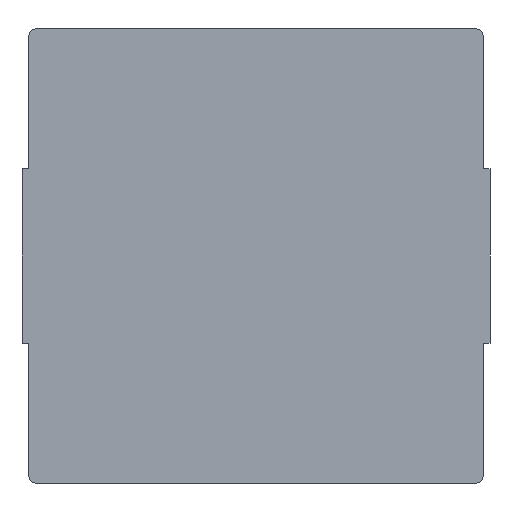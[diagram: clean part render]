
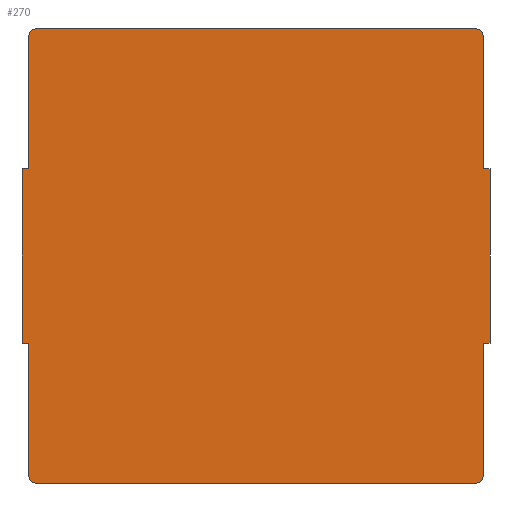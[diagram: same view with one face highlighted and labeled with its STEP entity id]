
A CAD part, front view. The second image highlights one B-rep face of the part: STEP entity #270.
In plain terms, the highlighted planar face has unit normal (0, -1, 0).
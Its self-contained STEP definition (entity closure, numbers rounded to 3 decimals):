
#12 = AXIS2_PLACEMENT_3D ( 'NONE', #86, #341, #759 ) ;
#13 = LINE ( 'NONE', #408, #801 ) ;
#16 = CARTESIAN_POINT ( 'NONE',  ( 6.3, 0., -6.5 ) ) ;
#18 = EDGE_CURVE ( 'NONE', #310, #52, #13, .T. ) ;
#29 = CARTESIAN_POINT ( 'NONE',  ( 6.3, 0., 6.5 ) ) ;
#30 = ORIENTED_EDGE ( 'NONE', *, *, #208, .F. ) ;
#34 = DIRECTION ( 'NONE',  ( 0., 0., 1. ) ) ;
#42 = ORIENTED_EDGE ( 'NONE', *, *, #18, .F. ) ;
#49 = VERTEX_POINT ( 'NONE', #16 ) ;
#52 = VERTEX_POINT ( 'NONE', #406 ) ;
#56 = DIRECTION ( 'NONE',  ( -1., 0., 0. ) ) ;
#57 = CARTESIAN_POINT ( 'NONE',  ( 6.5, 0., 2.5 ) ) ;
#65 = DIRECTION ( 'NONE',  ( 0., 0., -1. ) ) ;
#68 = DIRECTION ( 'NONE',  ( 0., -1., 0. ) ) ;
#86 = CARTESIAN_POINT ( 'NONE',  ( -6.3, 0., -6.3 ) ) ;
#89 = CARTESIAN_POINT ( 'NONE',  ( 6.5, 0., 6.3 ) ) ;
#91 = LINE ( 'NONE', #843, #647 ) ;
#105 = ORIENTED_EDGE ( 'NONE', *, *, #713, .F. ) ;
#117 = CARTESIAN_POINT ( 'NONE',  ( 0., 0., 0. ) ) ;
#123 = EDGE_CURVE ( 'NONE', #52, #413, #658, .T. ) ;
#130 = DIRECTION ( 'NONE',  ( 0., 0., 1. ) ) ;
#144 = EDGE_CURVE ( 'NONE', #342, #376, #551, .T. ) ;
#145 = VERTEX_POINT ( 'NONE', #867 ) ;
#152 = VECTOR ( 'NONE', #564, 1000. ) ;
#179 = DIRECTION ( 'NONE',  ( 0., 0., 1. ) ) ;
#182 = VERTEX_POINT ( 'NONE', #463 ) ;
#186 = CIRCLE ( 'NONE', #442, 0.2 ) ;
#193 = CARTESIAN_POINT ( 'NONE',  ( 6.5, 0., 6.5 ) ) ;
#195 = CARTESIAN_POINT ( 'NONE',  ( -6.7, 0., 2.5 ) ) ;
#199 = LINE ( 'NONE', #667, #290 ) ;
#204 = EDGE_CURVE ( 'NONE', #145, #792, #749, .T. ) ;
#208 = EDGE_CURVE ( 'NONE', #233, #792, #199, .T. ) ;
#216 = DIRECTION ( 'NONE',  ( 1., 0., 0. ) ) ;
#217 = EDGE_LOOP ( 'NONE', ( #226, #783, #445, #697, #836, #42, #279, #566, #283, #685, #105, #760, #30, #573, #436, #479 ) ) ;
#225 = EDGE_CURVE ( 'NONE', #49, #772, #527, .T. ) ;
#226 = ORIENTED_EDGE ( 'NONE', *, *, #427, .F. ) ;
#233 = VERTEX_POINT ( 'NONE', #812 ) ;
#259 = LINE ( 'NONE', #805, #452 ) ;
#260 = DIRECTION ( 'NONE',  ( 0., 0., -1. ) ) ;
#261 = DIRECTION ( 'NONE',  ( 0., 0., 1. ) ) ;
#270 = ADVANCED_FACE ( 'NONE', ( #512 ), #680, .F. ) ;
#279 = ORIENTED_EDGE ( 'NONE', *, *, #631, .F. ) ;
#283 = ORIENTED_EDGE ( 'NONE', *, *, #346, .F. ) ;
#287 = LINE ( 'NONE', #840, #612 ) ;
#288 = CIRCLE ( 'NONE', #12, 0.2 ) ;
#290 = VECTOR ( 'NONE', #261, 1000. ) ;
#292 = EDGE_CURVE ( 'NONE', #307, #424, #287, .T. ) ;
#297 = CARTESIAN_POINT ( 'NONE',  ( 6.7, 0., 2.5 ) ) ;
#307 = VERTEX_POINT ( 'NONE', #704 ) ;
#310 = VERTEX_POINT ( 'NONE', #500 ) ;
#318 = DIRECTION ( 'NONE',  ( 0., 0., 1. ) ) ;
#321 = CARTESIAN_POINT ( 'NONE',  ( -6.3, 0., 6.3 ) ) ;
#327 = CARTESIAN_POINT ( 'NONE',  ( 6.5, 0., -6.5 ) ) ;
#341 = DIRECTION ( 'NONE',  ( 0., -1., 0. ) ) ;
#342 = VERTEX_POINT ( 'NONE', #89 ) ;
#346 = EDGE_CURVE ( 'NONE', #342, #717, #766, .T. ) ;
#354 = EDGE_CURVE ( 'NONE', #182, #717, #570, .T. ) ;
#368 = AXIS2_PLACEMENT_3D ( 'NONE', #117, #440, #179 ) ;
#376 = VERTEX_POINT ( 'NONE', #29 ) ;
#389 = VECTOR ( 'NONE', #260, 1000. ) ;
#392 = LINE ( 'NONE', #872, #811 ) ;
#406 = CARTESIAN_POINT ( 'NONE',  ( 6.5, 0., -2.5 ) ) ;
#408 = CARTESIAN_POINT ( 'NONE',  ( 6.7, 0., -2.5 ) ) ;
#413 = VERTEX_POINT ( 'NONE', #433 ) ;
#424 = VERTEX_POINT ( 'NONE', #657 ) ;
#427 = EDGE_CURVE ( 'NONE', #826, #763, #259, .T. ) ;
#429 = CARTESIAN_POINT ( 'NONE',  ( 6.3, 0., -6.3 ) ) ;
#433 = CARTESIAN_POINT ( 'NONE',  ( 6.5, 0., -6.3 ) ) ;
#436 = ORIENTED_EDGE ( 'NONE', *, *, #292, .F. ) ;
#440 = DIRECTION ( 'NONE',  ( 0., 1., 0. ) ) ;
#442 = AXIS2_PLACEMENT_3D ( 'NONE', #429, #777, #853 ) ;
#445 = ORIENTED_EDGE ( 'NONE', *, *, #225, .F. ) ;
#446 = AXIS2_PLACEMENT_3D ( 'NONE', #321, #68, #741 ) ;
#452 = VECTOR ( 'NONE', #318, 1000. ) ;
#453 = CARTESIAN_POINT ( 'NONE',  ( 6.3, 0., 6.3 ) ) ;
#455 = LINE ( 'NONE', #193, #613 ) ;
#459 = DIRECTION ( 'NONE',  ( 0., -1., 0. ) ) ;
#460 = DIRECTION ( 'NONE',  ( 1., 0., 0. ) ) ;
#463 = CARTESIAN_POINT ( 'NONE',  ( 6.7, 0., 2.5 ) ) ;
#479 = ORIENTED_EDGE ( 'NONE', *, *, #747, .T. ) ;
#480 = CARTESIAN_POINT ( 'NONE',  ( -6.5, 0., 6.3 ) ) ;
#500 = CARTESIAN_POINT ( 'NONE',  ( 6.7, 0., -2.5 ) ) ;
#512 = FACE_OUTER_BOUND ( 'NONE', #217, .T. ) ;
#525 = DIRECTION ( 'NONE',  ( 1., 0., 0. ) ) ;
#527 = LINE ( 'NONE', #327, #797 ) ;
#551 = CIRCLE ( 'NONE', #627, 0.2 ) ;
#558 = CARTESIAN_POINT ( 'NONE',  ( -6.3, 0., -6.5 ) ) ;
#559 = DIRECTION ( 'NONE',  ( -1., 0., 0. ) ) ;
#564 = DIRECTION ( 'NONE',  ( 0., 0., -1. ) ) ;
#566 = ORIENTED_EDGE ( 'NONE', *, *, #354, .T. ) ;
#570 = LINE ( 'NONE', #297, #596 ) ;
#573 = ORIENTED_EDGE ( 'NONE', *, *, #662, .F. ) ;
#596 = VECTOR ( 'NONE', #559, 1000. ) ;
#604 = EDGE_CURVE ( 'NONE', #49, #413, #186, .T. ) ;
#612 = VECTOR ( 'NONE', #34, 1000. ) ;
#613 = VECTOR ( 'NONE', #460, 1000. ) ;
#627 = AXIS2_PLACEMENT_3D ( 'NONE', #453, #459, #130 ) ;
#631 = EDGE_CURVE ( 'NONE', #182, #310, #392, .T. ) ;
#632 = CARTESIAN_POINT ( 'NONE',  ( 6.5, 0., 6.5 ) ) ;
#636 = CARTESIAN_POINT ( 'NONE',  ( -6.5, 0., -2.5 ) ) ;
#647 = VECTOR ( 'NONE', #216, 1000. ) ;
#657 = CARTESIAN_POINT ( 'NONE',  ( -6.7, 0., 2.5 ) ) ;
#658 = LINE ( 'NONE', #806, #389 ) ;
#662 = EDGE_CURVE ( 'NONE', #424, #233, #804, .T. ) ;
#667 = CARTESIAN_POINT ( 'NONE',  ( -6.5, 0., 6.5 ) ) ;
#680 = PLANE ( 'NONE',  #368 ) ;
#685 = ORIENTED_EDGE ( 'NONE', *, *, #144, .T. ) ;
#687 = DIRECTION ( 'NONE',  ( -1., 0., 0. ) ) ;
#697 = ORIENTED_EDGE ( 'NONE', *, *, #604, .T. ) ;
#704 = CARTESIAN_POINT ( 'NONE',  ( -6.7, 0., -2.5 ) ) ;
#713 = EDGE_CURVE ( 'NONE', #145, #376, #455, .T. ) ;
#717 = VERTEX_POINT ( 'NONE', #57 ) ;
#720 = VECTOR ( 'NONE', #525, 1000. ) ;
#741 = DIRECTION ( 'NONE',  ( 0., 0., 1. ) ) ;
#747 = EDGE_CURVE ( 'NONE', #307, #763, #91, .T. ) ;
#749 = CIRCLE ( 'NONE', #446, 0.2 ) ;
#759 = DIRECTION ( 'NONE',  ( 0., 0., 1. ) ) ;
#760 = ORIENTED_EDGE ( 'NONE', *, *, #204, .T. ) ;
#763 = VERTEX_POINT ( 'NONE', #636 ) ;
#766 = LINE ( 'NONE', #632, #152 ) ;
#772 = VERTEX_POINT ( 'NONE', #558 ) ;
#777 = DIRECTION ( 'NONE',  ( 0., -1., 0. ) ) ;
#783 = ORIENTED_EDGE ( 'NONE', *, *, #821, .T. ) ;
#792 = VERTEX_POINT ( 'NONE', #480 ) ;
#797 = VECTOR ( 'NONE', #56, 1000. ) ;
#801 = VECTOR ( 'NONE', #687, 1000. ) ;
#804 = LINE ( 'NONE', #195, #720 ) ;
#805 = CARTESIAN_POINT ( 'NONE',  ( -6.5, 0., 6.5 ) ) ;
#806 = CARTESIAN_POINT ( 'NONE',  ( 6.5, 0., 6.5 ) ) ;
#811 = VECTOR ( 'NONE', #65, 1000. ) ;
#812 = CARTESIAN_POINT ( 'NONE',  ( -6.5, 0., 2.5 ) ) ;
#821 = EDGE_CURVE ( 'NONE', #826, #772, #288, .T. ) ;
#826 = VERTEX_POINT ( 'NONE', #838 ) ;
#836 = ORIENTED_EDGE ( 'NONE', *, *, #123, .F. ) ;
#838 = CARTESIAN_POINT ( 'NONE',  ( -6.5, 0., -6.3 ) ) ;
#840 = CARTESIAN_POINT ( 'NONE',  ( -6.7, 0., 2.5 ) ) ;
#843 = CARTESIAN_POINT ( 'NONE',  ( -6.7, 0., -2.5 ) ) ;
#853 = DIRECTION ( 'NONE',  ( 0., 0., 1. ) ) ;
#867 = CARTESIAN_POINT ( 'NONE',  ( -6.3, 0., 6.5 ) ) ;
#872 = CARTESIAN_POINT ( 'NONE',  ( 6.7, 0., 2.5 ) ) ;
